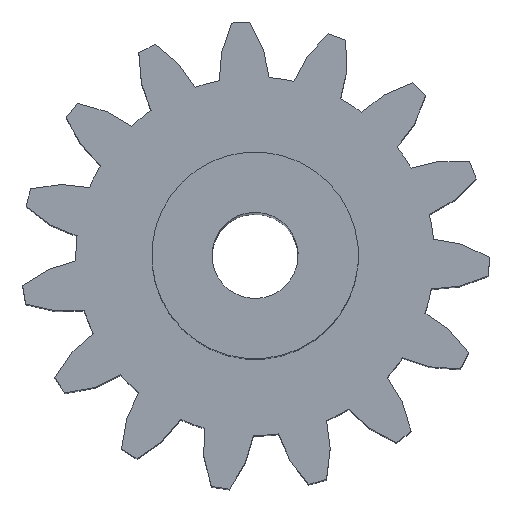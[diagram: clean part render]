
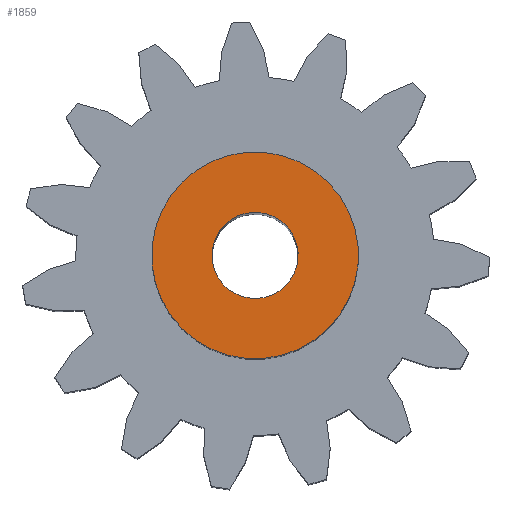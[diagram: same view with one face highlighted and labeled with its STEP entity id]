
A CAD part, top view. The second image highlights one B-rep face of the part: STEP entity #1859.
In plain terms, the highlighted planar face has unit normal (0, 0, 1).
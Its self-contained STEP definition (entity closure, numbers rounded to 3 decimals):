
#519=FACE_BOUND('',#621,.T.);
#523=FACE_OUTER_BOUND('',#620,.T.);
#620=EDGE_LOOP('',(#1222));
#621=EDGE_LOOP('',(#1223));
#721=CIRCLE('',#1971,30.);
#722=CIRCLE('',#1972,12.5);
#757=VERTEX_POINT('',#2616);
#758=VERTEX_POINT('',#2618);
#943=EDGE_CURVE('',#757,#757,#721,.T.);
#944=EDGE_CURVE('',#758,#758,#722,.T.);
#1222=ORIENTED_EDGE('',*,*,#943,.F.);
#1223=ORIENTED_EDGE('',*,*,#944,.F.);
#1780=PLANE('',#1970);
#1859=ADVANCED_FACE('',(#523,#519),#1780,.T.);
#1970=AXIS2_PLACEMENT_3D('',#2615,#2105,#2106);
#1971=AXIS2_PLACEMENT_3D('',#2617,#2107,#2108);
#1972=AXIS2_PLACEMENT_3D('',#2619,#2109,#2110);
#2105=DIRECTION('center_axis',(0.,0.,
1.));
#2106=DIRECTION('ref_axis',(-0.996,0.092,0.));
#2107=DIRECTION('center_axis',(0.,0.,
-1.));
#2108=DIRECTION('ref_axis',(-0.996,0.092,0.));
#2109=DIRECTION('center_axis',(0.,0.,
1.));
#2110=DIRECTION('ref_axis',(-0.061,0.998,0.));
#2615=CARTESIAN_POINT('Origin',(0.231,-762.362,81.));
#2616=CARTESIAN_POINT('',(29.873,-764.878,81.));
#2617=CARTESIAN_POINT('Origin',(0.,-762.125,81.));
#2618=CARTESIAN_POINT('',(0.762,-774.602,81.));
#2619=CARTESIAN_POINT('Origin',(0.,-762.125,
81.));
